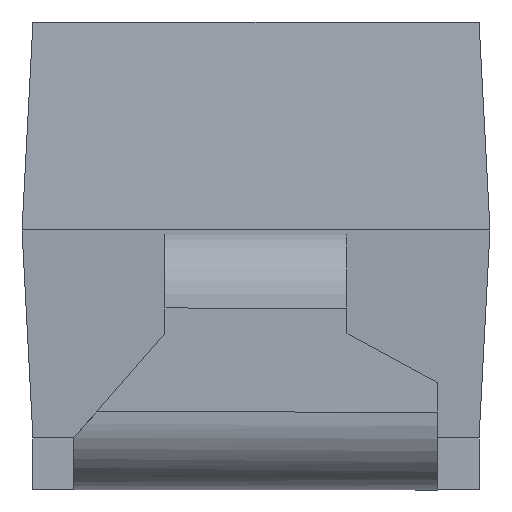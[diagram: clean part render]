
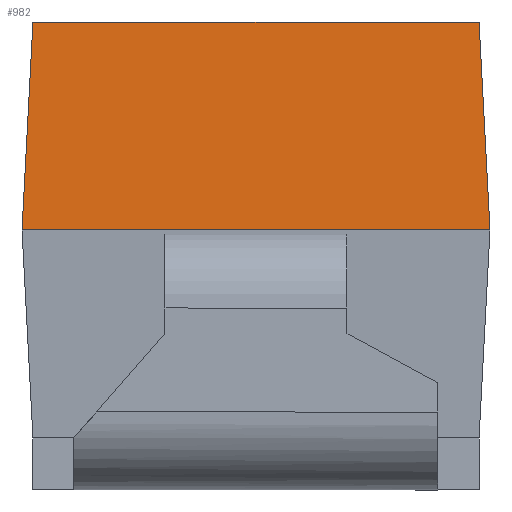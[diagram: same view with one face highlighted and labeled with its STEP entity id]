
A CAD part, left-side view. The second image highlights one B-rep face of the part: STEP entity #982.
In plain terms, the highlighted planar face has unit normal (-0.999, 0, 0.052).
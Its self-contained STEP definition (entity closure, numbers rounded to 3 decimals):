
#70=FACE_OUTER_BOUND('',#129,.T.);
#129=EDGE_LOOP('',(#705,#706,#707,#708));
#210=LINE('',#1516,#331);
#211=LINE('',#1518,#332);
#212=LINE('',#1520,#333);
#213=LINE('',#1521,#334);
#331=VECTOR('',#1224,10.);
#332=VECTOR('',#1225,10.);
#333=VECTOR('',#1226,10.);
#334=VECTOR('',#1227,10.);
#438=VERTEX_POINT('',#1514);
#439=VERTEX_POINT('',#1515);
#440=VERTEX_POINT('',#1517);
#441=VERTEX_POINT('',#1519);
#536=EDGE_CURVE('',#438,#439,#210,.T.);
#537=EDGE_CURVE('',#439,#440,#211,.T.);
#538=EDGE_CURVE('',#440,#441,#212,.T.);
#539=EDGE_CURVE('',#441,#438,#213,.T.);
#705=ORIENTED_EDGE('',*,*,#536,.T.);
#706=ORIENTED_EDGE('',*,*,#537,.T.);
#707=ORIENTED_EDGE('',*,*,#538,.T.);
#708=ORIENTED_EDGE('',*,*,#539,.T.);
#931=PLANE('',#1084);
#982=ADVANCED_FACE('',(#70),#931,.T.);
#1084=AXIS2_PLACEMENT_3D('',#1513,#1222,#1223);
#1222=DIRECTION('center_axis',(-0.999,0.,
0.052));
#1223=DIRECTION('ref_axis',(0.052,0.,0.999));
#1224=DIRECTION('',(0.052,0.052,0.997));
#1225=DIRECTION('',(0.,1.,0.));
#1226=DIRECTION('',(-0.052,0.052,-0.997));
#1227=DIRECTION('',(0.,-1.,0.));
#1513=CARTESIAN_POINT('Origin',(-0.79,0.225,0.6));
#1514=CARTESIAN_POINT('',(-0.8,-0.45,0.4));
#1515=CARTESIAN_POINT('',(-0.779,-0.429,0.8));
#1516=CARTESIAN_POINT('',(-0.788,-0.438,0.627));
#1517=CARTESIAN_POINT('',(-0.779,0.429,0.8));
#1518=CARTESIAN_POINT('',(-0.779,0.225,0.8));
#1519=CARTESIAN_POINT('',(-0.8,0.45,0.4));
#1520=CARTESIAN_POINT('',(-0.788,0.438,0.637));
#1521=CARTESIAN_POINT('',(-0.8,0.214,0.4));
